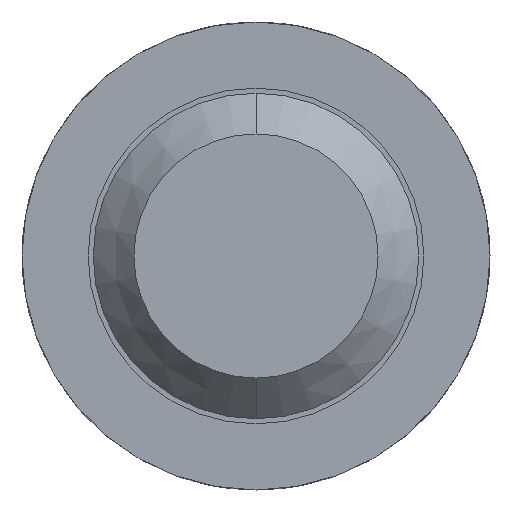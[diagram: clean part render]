
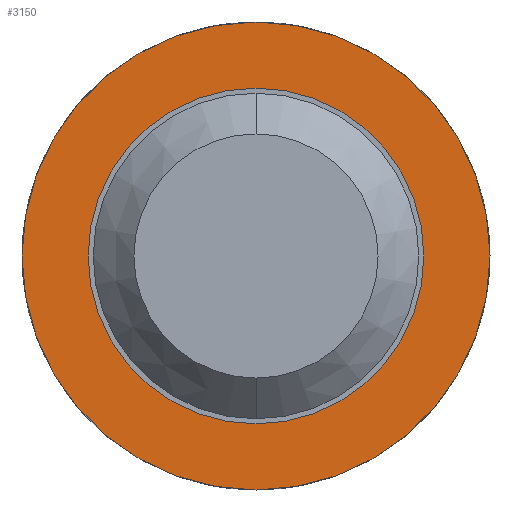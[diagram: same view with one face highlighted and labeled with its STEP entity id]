
A CAD part, front view. The second image highlights one B-rep face of the part: STEP entity #3150.
In plain terms, the highlighted planar face has unit normal (0, -1, 0).
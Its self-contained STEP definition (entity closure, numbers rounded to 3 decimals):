
#117 = CIRCLE ( 'NONE', #2795, 0.825 ) ;
#167 = CARTESIAN_POINT ( 'NONE',  ( 0., -1.5, -1.15 ) ) ;
#182 = EDGE_LOOP ( 'NONE', ( #1274, #3157 ) ) ;
#206 = CARTESIAN_POINT ( 'NONE',  ( 0., -1.5, 0.825 ) ) ;
#210 = CARTESIAN_POINT ( 'NONE',  ( 0., -1.5, -0.825 ) ) ;
#422 = CARTESIAN_POINT ( 'NONE',  ( 0., -1.5, 0. ) ) ;
#510 = CARTESIAN_POINT ( 'NONE',  ( 0., -1.5, 0. ) ) ;
#524 = EDGE_CURVE ( 'Defeature ausgef�hrt1_39+Defeature ausgef�hrt1_45+Defeature ausgef�hrt1_45+Defeature ausgef�hrt1_45', #2447, #1218, #560, .T. ) ;
#560 = CIRCLE ( 'NONE', #2492, 1.15 ) ;
#686 = FACE_BOUND ( 'NONE', #182, .T. ) ;
#773 = EDGE_CURVE ( 'Defeature ausgef�hrt1_45+Defeature ausgef�hrt1_44+Defeature ausgef�hrt1_44+Defeature ausgef�hrt1_44', #3813, #3969, #117, .T. ) ;
#808 = DIRECTION ( 'NONE',  ( 0., 0., 1. ) ) ;
#1113 = DIRECTION ( 'NONE',  ( 0., 0., 1. ) ) ;
#1159 = PLANE ( 'NONE',  #3706 ) ;
#1218 = VERTEX_POINT ( 'NONE', #167 ) ;
#1274 = ORIENTED_EDGE ( 'NONE', *, *, #773, .T. ) ;
#1558 = EDGE_CURVE ( 'Defeature ausgef�hrt1_45+Defeature ausgef�hrt1_44+Defeature ausgef�hrt1_44+Defeature ausgef�hrt1_44', #3969, #3813, #2575, .T. ) ;
#1688 = ORIENTED_EDGE ( 'NONE', *, *, #3705, .F. ) ;
#1708 = CARTESIAN_POINT ( 'NONE',  ( 0.825, -1.5, 0. ) ) ;
#1740 = DIRECTION ( 'NONE',  ( 0., 1., 0. ) ) ;
#1814 = CARTESIAN_POINT ( 'NONE',  ( 0., -1.5, 0. ) ) ;
#1847 = ORIENTED_EDGE ( 'NONE', *, *, #524, .F. ) ;
#1879 = CARTESIAN_POINT ( 'NONE',  ( 0., -1.5, 1.15 ) ) ;
#1967 = EDGE_LOOP ( 'NONE', ( #1847, #1688 ) ) ;
#1975 = AXIS2_PLACEMENT_3D ( 'NONE', #1814, #3171, #2164 ) ;
#2100 = DIRECTION ( 'NONE',  ( 0., 1., 0. ) ) ;
#2164 = DIRECTION ( 'NONE',  ( 0., 0., 1. ) ) ;
#2447 = VERTEX_POINT ( 'NONE', #1879 ) ;
#2492 = AXIS2_PLACEMENT_3D ( 'NONE', #422, #4357, #3259 ) ;
#2549 = CARTESIAN_POINT ( 'NONE',  ( 0., -1.5, 0. ) ) ;
#2575 = CIRCLE ( 'NONE', #1975, 0.825 ) ;
#2588 = AXIS2_PLACEMENT_3D ( 'NONE', #510, #4002, #808 ) ;
#2795 = AXIS2_PLACEMENT_3D ( 'NONE', #2549, #1740, #4346 ) ;
#2815 = CIRCLE ( 'NONE', #2588, 1.15 ) ;
#3150 = ADVANCED_FACE ( 'Defeature ausgef�hrt1_45', ( #3880, #686 ), #1159, .F. ) ;
#3157 = ORIENTED_EDGE ( 'NONE', *, *, #1558, .T. ) ;
#3171 = DIRECTION ( 'NONE',  ( 0., 1., 0. ) ) ;
#3259 = DIRECTION ( 'NONE',  ( 0., 0., 1. ) ) ;
#3705 = EDGE_CURVE ( 'Defeature ausgef�hrt1_39+Defeature ausgef�hrt1_45+Defeature ausgef�hrt1_45+Defeature ausgef�hrt1_45', #1218, #2447, #2815, .T. ) ;
#3706 = AXIS2_PLACEMENT_3D ( 'NONE', #1708, #2100, #1113 ) ;
#3813 = VERTEX_POINT ( 'NONE', #206 ) ;
#3880 = FACE_OUTER_BOUND ( 'NONE', #1967, .T. ) ;
#3969 = VERTEX_POINT ( 'NONE', #210 ) ;
#4002 = DIRECTION ( 'NONE',  ( 0., 1., 0. ) ) ;
#4346 = DIRECTION ( 'NONE',  ( 0., 0., 1. ) ) ;
#4357 = DIRECTION ( 'NONE',  ( 0., 1., 0. ) ) ;
